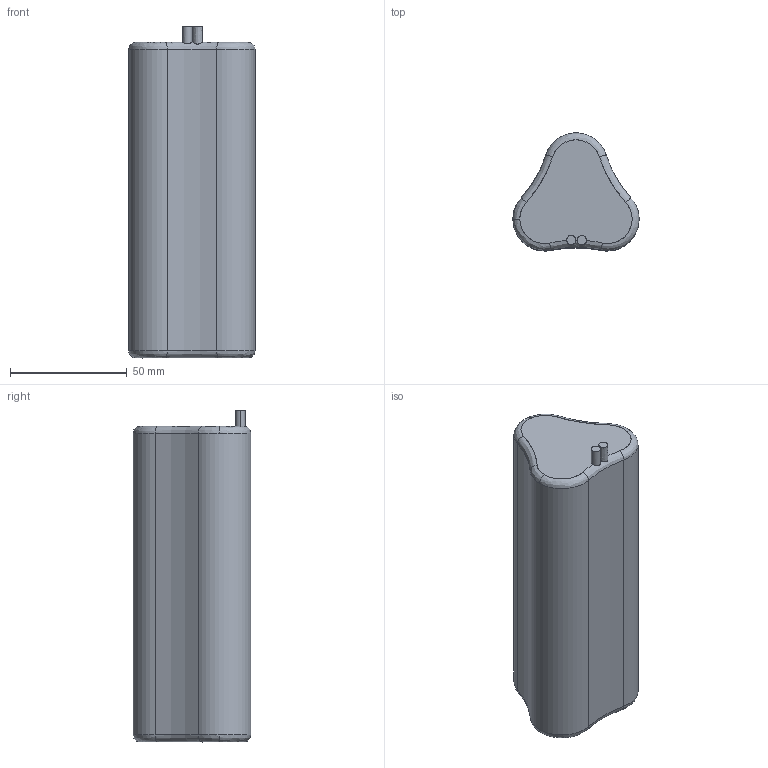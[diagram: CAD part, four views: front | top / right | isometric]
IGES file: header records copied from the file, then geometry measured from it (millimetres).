
Start section: SolidWorks IGES FILE using analytic representation for surfaces
Global section: file name: 2300 6S A123 Pack.IGS; native system: SolidWorks 2001Plus by SolidWorks Corporation; preprocessor: Version 5.3; author: thesmith; date: 090227.212846; units: millimetre
Bounding box: 54 x 50.32 x 142 mm (x, y, z)
Surface area: 26036.1 mm2 (no closed solid volume)
Topology: 0 solids, 0 shells, 29 faces, 399 edges, 399 vertices
Faces by surface type: bspline 18, revolution 11
